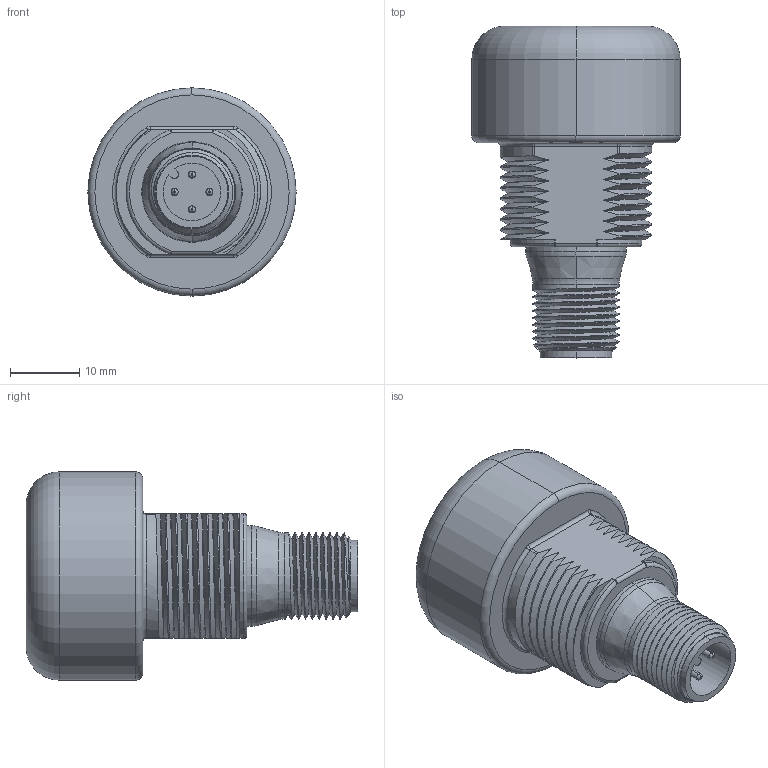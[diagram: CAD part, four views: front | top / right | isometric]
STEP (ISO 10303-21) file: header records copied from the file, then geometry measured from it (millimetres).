
FILE_DESCRIPTION((''),'2;1');
FILE_NAME('223763_ASM','2021-06-03T13:38:14',('PDMAdmin'),('BANNER ENGINEERING'),'CREO PARAMETRIC BY PTC INC, 2019292','CREO PARAMETRIC BY PTC INC, 2019292','');
FILE_SCHEMA(('CONFIG_CONTROL_DESIGN'));
Products named in the file (11): 213077; 128008; 08427; 129250_AF163; 129247_AF106; 129248_AF163; 129249_AF118; 156149_ASM; 221109_OLD; 221168; 223763_ASM
Assembly tree (10 placements, depth 3):
  223763_ASM
    213077
    128008
    156149_ASM
      08427
      129250_AF163
      129247_AF106
      129248_AF163
      129249_AF118
    221109_OLD
    221168
Bounding box: 30 x 47.8 x 30 mm (x, y, z)
Volume: 9305.4 mm3; surface area: 11481.2 mm2
Topology: 11 solids, 11 shells, 640 faces, 1565 edges, 979 vertices
Faces by surface type: cylinder 219, plane 155, bspline 131, cone 66, torus 58, sphere 11
Entity records: 35981 total; most frequent: CARTESIAN_POINT 21639, ORIENTED_EDGE 3122, DIRECTION 2728, EDGE_CURVE 1561, AXIS2_PLACEMENT_3D 1132, VERTEX_POINT 977, EDGE_LOOP 684, FACE_OUTER_BOUND 638
